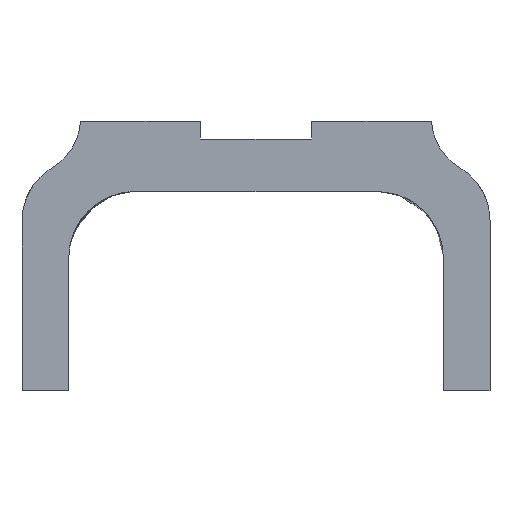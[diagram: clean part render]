
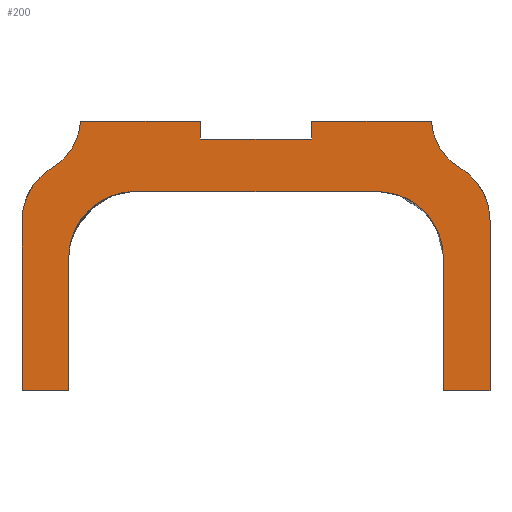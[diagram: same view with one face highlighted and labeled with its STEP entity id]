
A CAD part, left-side view. The second image highlights one B-rep face of the part: STEP entity #200.
In plain terms, the highlighted free-form (B-spline) face has degree [1, 1] with [2, 2] control points.
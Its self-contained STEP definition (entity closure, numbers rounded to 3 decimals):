
#146 = VERTEX_POINT('',#147);
#147 = CARTESIAN_POINT('',(-36.546,60.91,
    -25.887));
#154 = EDGE_CURVE('',#146,#155,#157,.T.);
#155 = VERTEX_POINT('',#156);
#156 = CARTESIAN_POINT('',(-36.546,53.056,
    -12.036));
#157 = ( BOUNDED_CURVE() B_SPLINE_CURVE(2,(#158,#159,#160),
.UNSPECIFIED.,.F.,.F.) B_SPLINE_CURVE_WITH_KNOTS((3,3),(4.712,
5.744),.PIECEWISE_BEZIER_KNOTS.) CURVE() 
GEOMETRIC_REPRESENTATION_ITEM() RATIONAL_B_SPLINE_CURVE((1.,
0.87,1.)) REPRESENTATION_ITEM('') );
#158 = CARTESIAN_POINT('',(-36.546,60.91,
    -25.887));
#159 = CARTESIAN_POINT('',(-36.546,60.91,
    -16.735));
#160 = CARTESIAN_POINT('',(-36.546,53.056,
    -12.036));
#200 = ADVANCED_FACE('',(#201),#340,.F.);
#201 = FACE_BOUND('',#202,.T.);
#202 = EDGE_LOOP('',(#203,#212,#219,#226,#232,#233,#240,#247,#254,#262,
    #269,#276,#284,#291,#298,#305,#313,#321,#328,#335));
#203 = ORIENTED_EDGE('',*,*,#204,.T.);
#204 = EDGE_CURVE('',#205,#207,#209,.T.);
#205 = VERTEX_POINT('',#206);
#206 = CARTESIAN_POINT('',(-36.546,0.,-4.568));
#207 = VERTEX_POINT('',#208);
#208 = CARTESIAN_POINT('',(-36.546,14.466,
    -4.568));
#209 = B_SPLINE_CURVE_WITH_KNOTS('',1,(#210,#211),.UNSPECIFIED.,.F.,.F.,
  (2,2),(-6.033,6.032),.PIECEWISE_BEZIER_KNOTS.);
#210 = CARTESIAN_POINT('',(-36.546,0.,-4.568));
#211 = CARTESIAN_POINT('',(-36.546,14.466,
    -4.568));
#212 = ORIENTED_EDGE('',*,*,#213,.T.);
#213 = EDGE_CURVE('',#207,#214,#216,.T.);
#214 = VERTEX_POINT('',#215);
#215 = CARTESIAN_POINT('',(-36.546,14.466,0.));
#216 = B_SPLINE_CURVE_WITH_KNOTS('',1,(#217,#218),.UNSPECIFIED.,.F.,.F.,
  (2,2),(-1.905,1.905),.PIECEWISE_BEZIER_KNOTS.);
#217 = CARTESIAN_POINT('',(-36.546,14.466,
    -4.568));
#218 = CARTESIAN_POINT('',(-36.546,14.466,0.));
#219 = ORIENTED_EDGE('',*,*,#220,.T.);
#220 = EDGE_CURVE('',#214,#221,#223,.T.);
#221 = VERTEX_POINT('',#222);
#222 = CARTESIAN_POINT('',(-36.546,45.682,
    0.));
#223 = B_SPLINE_CURVE_WITH_KNOTS('',1,(#224,#225),.UNSPECIFIED.,.F.,.F.,
  (2,2),(-13.018,13.018),.PIECEWISE_BEZIER_KNOTS.);
#224 = CARTESIAN_POINT('',(-36.546,14.466,0.));
#225 = CARTESIAN_POINT('',(-36.546,45.682,0.));
#226 = ORIENTED_EDGE('',*,*,#227,.T.);
#227 = EDGE_CURVE('',#221,#155,#228,.T.);
#228 = ( BOUNDED_CURVE() B_SPLINE_CURVE(2,(#229,#230,#231),
.UNSPECIFIED.,.F.,.F.) B_SPLINE_CURVE_WITH_KNOTS((3,3),(1.639,
2.602),.PIECEWISE_BEZIER_KNOTS.) CURVE() 
GEOMETRIC_REPRESENTATION_ITEM() RATIONAL_B_SPLINE_CURVE((1.,
0.886,1.)) REPRESENTATION_ITEM('') );
#229 = CARTESIAN_POINT('',(-36.546,45.682,
    0.));
#230 = CARTESIAN_POINT('',(-36.546,46.222,
    -7.946));
#231 = CARTESIAN_POINT('',(-36.546,53.056,
    -12.036));
#232 = ORIENTED_EDGE('',*,*,#154,.F.);
#233 = ORIENTED_EDGE('',*,*,#234,.T.);
#234 = EDGE_CURVE('',#146,#235,#237,.T.);
#235 = VERTEX_POINT('',#236);
#236 = CARTESIAN_POINT('',(-36.546,60.91,
    -70.046));
#237 = B_SPLINE_CURVE_WITH_KNOTS('',1,(#238,#239),.UNSPECIFIED.,.F.,.F.,
  (2,2),(-18.415,18.415),.PIECEWISE_BEZIER_KNOTS.);
#238 = CARTESIAN_POINT('',(-36.546,60.91,
    -25.887));
#239 = CARTESIAN_POINT('',(-36.546,60.91,
    -70.046));
#240 = ORIENTED_EDGE('',*,*,#241,.T.);
#241 = EDGE_CURVE('',#235,#242,#244,.T.);
#242 = VERTEX_POINT('',#243);
#243 = CARTESIAN_POINT('',(-36.546,48.728,
    -70.046));
#244 = B_SPLINE_CURVE_WITH_KNOTS('',1,(#245,#246),.UNSPECIFIED.,.F.,.F.,
  (2,2),(-5.08,5.08),.PIECEWISE_BEZIER_KNOTS.);
#245 = CARTESIAN_POINT('',(-36.546,60.91,
    -70.046));
#246 = CARTESIAN_POINT('',(-36.546,48.728,
    -70.046));
#247 = ORIENTED_EDGE('',*,*,#248,.T.);
#248 = EDGE_CURVE('',#242,#249,#251,.T.);
#249 = VERTEX_POINT('',#250);
#250 = CARTESIAN_POINT('',(-36.546,48.728,
    -35.404));
#251 = B_SPLINE_CURVE_WITH_KNOTS('',1,(#252,#253),.UNSPECIFIED.,.F.,.F.,
  (2,2),(-14.446,14.446),.PIECEWISE_BEZIER_KNOTS.);
#252 = CARTESIAN_POINT('',(-36.546,48.728,
    -70.046));
#253 = CARTESIAN_POINT('',(-36.546,48.728,
    -35.404));
#254 = ORIENTED_EDGE('',*,*,#255,.T.);
#255 = EDGE_CURVE('',#249,#256,#258,.T.);
#256 = VERTEX_POINT('',#257);
#257 = CARTESIAN_POINT('',(-36.546,31.597,
    -18.273));
#258 = ( BOUNDED_CURVE() B_SPLINE_CURVE(2,(#259,#260,#261),
.UNSPECIFIED.,.F.,.F.) B_SPLINE_CURVE_WITH_KNOTS((3,3),(4.712,
6.283),.PIECEWISE_BEZIER_KNOTS.) CURVE() 
GEOMETRIC_REPRESENTATION_ITEM() RATIONAL_B_SPLINE_CURVE((1.,
0.707,1.)) REPRESENTATION_ITEM('') );
#259 = CARTESIAN_POINT('',(-36.546,48.728,
    -35.404));
#260 = CARTESIAN_POINT('',(-36.546,48.728,
    -18.273));
#261 = CARTESIAN_POINT('',(-36.546,31.597,
    -18.273));
#262 = ORIENTED_EDGE('',*,*,#263,.T.);
#263 = EDGE_CURVE('',#256,#264,#266,.T.);
#264 = VERTEX_POINT('',#265);
#265 = CARTESIAN_POINT('',(-36.546,0.,-18.273));
#266 = B_SPLINE_CURVE_WITH_KNOTS('',1,(#267,#268),.UNSPECIFIED.,.F.,.F.,
  (2,2),(-13.176,13.176),.PIECEWISE_BEZIER_KNOTS.);
#267 = CARTESIAN_POINT('',(-36.546,31.597,
    -18.273));
#268 = CARTESIAN_POINT('',(-36.546,0.,-18.273));
#269 = ORIENTED_EDGE('',*,*,#270,.F.);
#270 = EDGE_CURVE('',#271,#264,#273,.T.);
#271 = VERTEX_POINT('',#272);
#272 = CARTESIAN_POINT('',(-36.546,-31.597,
    -18.273));
#273 = B_SPLINE_CURVE_WITH_KNOTS('',1,(#274,#275),.UNSPECIFIED.,.F.,.F.,
  (2,2),(-13.176,13.176),.PIECEWISE_BEZIER_KNOTS.);
#274 = CARTESIAN_POINT('',(-36.546,-31.597,
    -18.273));
#275 = CARTESIAN_POINT('',(-36.546,0.,-18.273));
#276 = ORIENTED_EDGE('',*,*,#277,.T.);
#277 = EDGE_CURVE('',#271,#278,#280,.T.);
#278 = VERTEX_POINT('',#279);
#279 = CARTESIAN_POINT('',(-36.546,-48.728,
    -35.404));
#280 = ( BOUNDED_CURVE() B_SPLINE_CURVE(2,(#281,#282,#283),
.UNSPECIFIED.,.F.,.F.) B_SPLINE_CURVE_WITH_KNOTS((3,3),(0.,
1.571),.PIECEWISE_BEZIER_KNOTS.) CURVE() 
GEOMETRIC_REPRESENTATION_ITEM() RATIONAL_B_SPLINE_CURVE((1.,
0.707,1.)) REPRESENTATION_ITEM('') );
#281 = CARTESIAN_POINT('',(-36.546,-31.597,
    -18.273));
#282 = CARTESIAN_POINT('',(-36.546,-48.728,
    -18.273));
#283 = CARTESIAN_POINT('',(-36.546,-48.728,
    -35.404));
#284 = ORIENTED_EDGE('',*,*,#285,.F.);
#285 = EDGE_CURVE('',#286,#278,#288,.T.);
#286 = VERTEX_POINT('',#287);
#287 = CARTESIAN_POINT('',(-36.546,-48.728,
    -70.046));
#288 = B_SPLINE_CURVE_WITH_KNOTS('',1,(#289,#290),.UNSPECIFIED.,.F.,.F.,
  (2,2),(-14.446,14.446),.PIECEWISE_BEZIER_KNOTS.);
#289 = CARTESIAN_POINT('',(-36.546,-48.728,
    -70.046));
#290 = CARTESIAN_POINT('',(-36.546,-48.728,
    -35.404));
#291 = ORIENTED_EDGE('',*,*,#292,.F.);
#292 = EDGE_CURVE('',#293,#286,#295,.T.);
#293 = VERTEX_POINT('',#294);
#294 = CARTESIAN_POINT('',(-36.546,-60.91,
    -70.046));
#295 = B_SPLINE_CURVE_WITH_KNOTS('',1,(#296,#297),.UNSPECIFIED.,.F.,.F.,
  (2,2),(-5.08,5.08),.PIECEWISE_BEZIER_KNOTS.);
#296 = CARTESIAN_POINT('',(-36.546,-60.91,
    -70.046));
#297 = CARTESIAN_POINT('',(-36.546,-48.728,
    -70.046));
#298 = ORIENTED_EDGE('',*,*,#299,.F.);
#299 = EDGE_CURVE('',#300,#293,#302,.T.);
#300 = VERTEX_POINT('',#301);
#301 = CARTESIAN_POINT('',(-36.546,-60.91,
    -25.887));
#302 = B_SPLINE_CURVE_WITH_KNOTS('',1,(#303,#304),.UNSPECIFIED.,.F.,.F.,
  (2,2),(-18.415,18.415),.PIECEWISE_BEZIER_KNOTS.);
#303 = CARTESIAN_POINT('',(-36.546,-60.91,
    -25.887));
#304 = CARTESIAN_POINT('',(-36.546,-60.91,
    -70.046));
#305 = ORIENTED_EDGE('',*,*,#306,.F.);
#306 = EDGE_CURVE('',#307,#300,#309,.T.);
#307 = VERTEX_POINT('',#308);
#308 = CARTESIAN_POINT('',(-36.546,-53.056,
    -12.036));
#309 = ( BOUNDED_CURVE() B_SPLINE_CURVE(2,(#310,#311,#312),
.UNSPECIFIED.,.F.,.F.) B_SPLINE_CURVE_WITH_KNOTS((3,3),(0.539,
1.571),.PIECEWISE_BEZIER_KNOTS.) CURVE() 
GEOMETRIC_REPRESENTATION_ITEM() RATIONAL_B_SPLINE_CURVE((1.,
0.87,1.)) REPRESENTATION_ITEM('') );
#310 = CARTESIAN_POINT('',(-36.546,-53.056,
    -12.036));
#311 = CARTESIAN_POINT('',(-36.546,-60.91,
    -16.735));
#312 = CARTESIAN_POINT('',(-36.546,-60.91,
    -25.887));
#313 = ORIENTED_EDGE('',*,*,#314,.T.);
#314 = EDGE_CURVE('',#307,#315,#317,.T.);
#315 = VERTEX_POINT('',#316);
#316 = CARTESIAN_POINT('',(-36.546,-45.682,0.));
#317 = ( BOUNDED_CURVE() B_SPLINE_CURVE(2,(#318,#319,#320),
.UNSPECIFIED.,.F.,.F.) B_SPLINE_CURVE_WITH_KNOTS((3,3),(3.681,
4.645),.PIECEWISE_BEZIER_KNOTS.) CURVE() 
GEOMETRIC_REPRESENTATION_ITEM() RATIONAL_B_SPLINE_CURVE((1.,
0.886,1.)) REPRESENTATION_ITEM('') );
#318 = CARTESIAN_POINT('',(-36.546,-53.056,
    -12.036));
#319 = CARTESIAN_POINT('',(-36.546,-46.222,
    -7.946));
#320 = CARTESIAN_POINT('',(-36.546,-45.682,
    0.));
#321 = ORIENTED_EDGE('',*,*,#322,.F.);
#322 = EDGE_CURVE('',#323,#315,#325,.T.);
#323 = VERTEX_POINT('',#324);
#324 = CARTESIAN_POINT('',(-36.546,-14.466,
    0.));
#325 = B_SPLINE_CURVE_WITH_KNOTS('',1,(#326,#327),.UNSPECIFIED.,.F.,.F.,
  (2,2),(-13.018,13.018),.PIECEWISE_BEZIER_KNOTS.);
#326 = CARTESIAN_POINT('',(-36.546,-14.466,0.));
#327 = CARTESIAN_POINT('',(-36.546,-45.682,0.));
#328 = ORIENTED_EDGE('',*,*,#329,.F.);
#329 = EDGE_CURVE('',#330,#323,#332,.T.);
#330 = VERTEX_POINT('',#331);
#331 = CARTESIAN_POINT('',(-36.546,-14.466,
    -4.568));
#332 = B_SPLINE_CURVE_WITH_KNOTS('',1,(#333,#334),.UNSPECIFIED.,.F.,.F.,
  (2,2),(-1.905,1.905),.PIECEWISE_BEZIER_KNOTS.);
#333 = CARTESIAN_POINT('',(-36.546,-14.466,
    -4.568));
#334 = CARTESIAN_POINT('',(-36.546,-14.466,
    0.));
#335 = ORIENTED_EDGE('',*,*,#336,.F.);
#336 = EDGE_CURVE('',#205,#330,#337,.T.);
#337 = B_SPLINE_CURVE_WITH_KNOTS('',1,(#338,#339),.UNSPECIFIED.,.F.,.F.,
  (2,2),(-6.033,6.032),.PIECEWISE_BEZIER_KNOTS.);
#338 = CARTESIAN_POINT('',(-36.546,0.,-4.568));
#339 = CARTESIAN_POINT('',(-36.546,-14.466,
    -4.568));
#340 = B_SPLINE_SURFACE_WITH_KNOTS('',1,1,(
    (#341,#342)
    ,(#343,#344
    )),.UNSPECIFIED.,.F.,.F.,.F.,(2,2),(2,2),(-50.8,
    50.8),(-58.42,0.),
  .PIECEWISE_BEZIER_KNOTS.);
#341 = CARTESIAN_POINT('',(-36.546,-60.91,
    -70.046));
#342 = CARTESIAN_POINT('',(-36.546,-60.91,
    0.));
#343 = CARTESIAN_POINT('',(-36.546,60.91,
    -70.046));
#344 = CARTESIAN_POINT('',(-36.546,60.91,
    0.));
